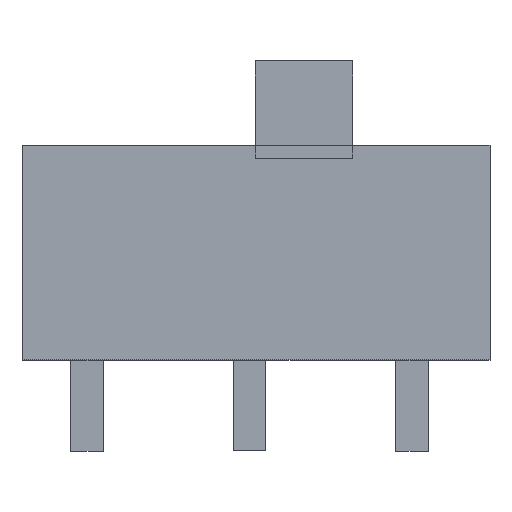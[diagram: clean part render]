
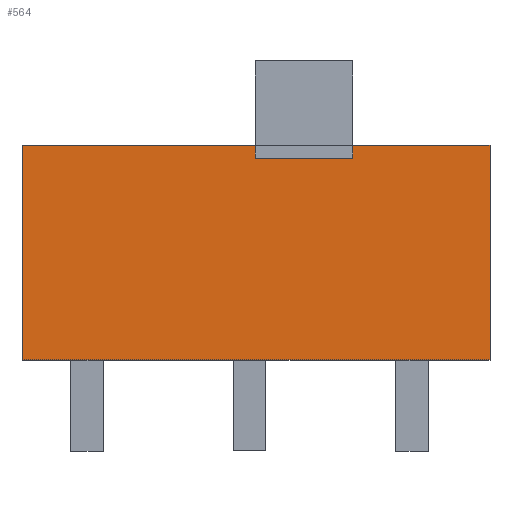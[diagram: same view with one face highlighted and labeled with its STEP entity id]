
A CAD part, top view. The second image highlights one B-rep face of the part: STEP entity #564.
In plain terms, the highlighted planar face has unit normal (0, 0, 1).
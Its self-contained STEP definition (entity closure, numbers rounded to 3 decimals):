
#50 = VERTEX_POINT('',#51);
#51 = CARTESIAN_POINT('',(0.,1.4,1.5));
#57 = EDGE_CURVE('',#50,#58,#60,.T.);
#58 = VERTEX_POINT('',#59);
#59 = CARTESIAN_POINT('',(7.2,1.4,1.5));
#60 = LINE('',#61,#62);
#61 = CARTESIAN_POINT('',(0.,1.4,1.5));
#62 = VECTOR('',#63,1.);
#63 = DIRECTION('',(1.,0.,0.));
#545 = EDGE_CURVE('',#58,#546,#548,.T.);
#546 = VERTEX_POINT('',#547);
#547 = CARTESIAN_POINT('',(7.2,4.7,1.5));
#548 = LINE('',#549,#550);
#549 = CARTESIAN_POINT('',(7.2,1.4,1.5));
#550 = VECTOR('',#551,1.);
#551 = DIRECTION('',(0.,1.,0.));
#564 = ADVANCED_FACE('',(#565),#615,.T.);
#565 = FACE_BOUND('',#566,.T.);
#566 = EDGE_LOOP('',(#567,#575,#576,#577,#585,#593,#601,#609));
#567 = ORIENTED_EDGE('',*,*,#568,.T.);
#568 = EDGE_CURVE('',#569,#50,#571,.T.);
#569 = VERTEX_POINT('',#570);
#570 = CARTESIAN_POINT('',(0.,4.7,1.5));
#571 = LINE('',#572,#573);
#572 = CARTESIAN_POINT('',(0.,4.7,1.5));
#573 = VECTOR('',#574,1.);
#574 = DIRECTION('',(0.,-1.,0.));
#575 = ORIENTED_EDGE('',*,*,#57,.T.);
#576 = ORIENTED_EDGE('',*,*,#545,.T.);
#577 = ORIENTED_EDGE('',*,*,#578,.T.);
#578 = EDGE_CURVE('',#546,#579,#581,.T.);
#579 = VERTEX_POINT('',#580);
#580 = CARTESIAN_POINT('',(5.09,4.7,1.5));
#581 = LINE('',#582,#583);
#582 = CARTESIAN_POINT('',(7.2,4.7,1.5));
#583 = VECTOR('',#584,1.);
#584 = DIRECTION('',(-1.,0.,0.));
#585 = ORIENTED_EDGE('',*,*,#586,.F.);
#586 = EDGE_CURVE('',#587,#579,#589,.T.);
#587 = VERTEX_POINT('',#588);
#588 = CARTESIAN_POINT('',(5.09,4.5,1.5));
#589 = LINE('',#590,#591);
#590 = CARTESIAN_POINT('',(5.09,4.5,1.5));
#591 = VECTOR('',#592,1.);
#592 = DIRECTION('',(0.,1.,0.));
#593 = ORIENTED_EDGE('',*,*,#594,.F.);
#594 = EDGE_CURVE('',#595,#587,#597,.T.);
#595 = VERTEX_POINT('',#596);
#596 = CARTESIAN_POINT('',(3.59,4.5,1.5));
#597 = LINE('',#598,#599);
#598 = CARTESIAN_POINT('',(3.59,4.5,1.5));
#599 = VECTOR('',#600,1.);
#600 = DIRECTION('',(1.,0.,0.));
#601 = ORIENTED_EDGE('',*,*,#602,.F.);
#602 = EDGE_CURVE('',#603,#595,#605,.T.);
#603 = VERTEX_POINT('',#604);
#604 = CARTESIAN_POINT('',(3.59,4.7,1.5));
#605 = LINE('',#606,#607);
#606 = CARTESIAN_POINT('',(3.59,6.,1.5));
#607 = VECTOR('',#608,1.);
#608 = DIRECTION('',(0.,-1.,0.));
#609 = ORIENTED_EDGE('',*,*,#610,.T.);
#610 = EDGE_CURVE('',#603,#569,#611,.T.);
#611 = LINE('',#612,#613);
#612 = CARTESIAN_POINT('',(7.2,4.7,1.5));
#613 = VECTOR('',#614,1.);
#614 = DIRECTION('',(-1.,0.,0.));
#615 = PLANE('',#616);
#616 = AXIS2_PLACEMENT_3D('',#617,#618,#619);
#617 = CARTESIAN_POINT('',(3.6,3.05,1.5));
#618 = DIRECTION('',(0.,0.,1.));
#619 = DIRECTION('',(1.,0.,0.));
